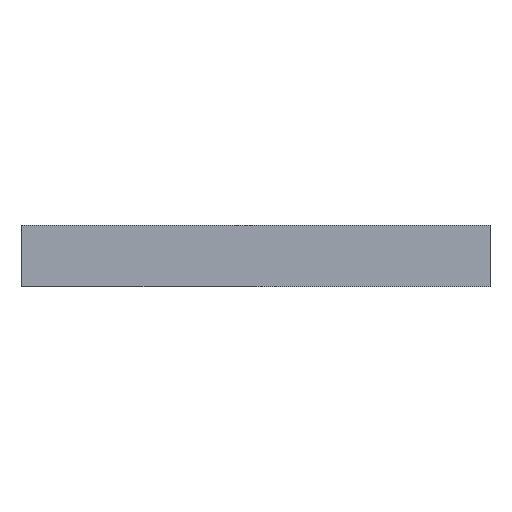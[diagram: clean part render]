
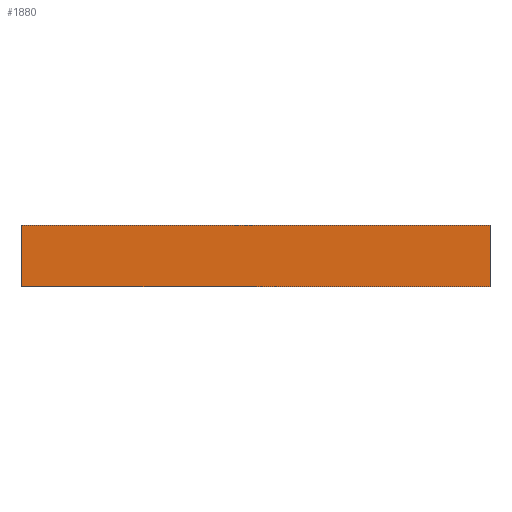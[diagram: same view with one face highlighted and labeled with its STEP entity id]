
A CAD part, front view. The second image highlights one B-rep face of the part: STEP entity #1880.
In plain terms, the highlighted planar face has unit normal (0, -1, 0).
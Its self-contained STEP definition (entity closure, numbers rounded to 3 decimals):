
#802 = PLANE('',#803);
#803 = AXIS2_PLACEMENT_3D('',#804,#805,#806);
#804 = CARTESIAN_POINT('',(0.,0.,0.));
#805 = DIRECTION('',(-0.,-0.,-1.));
#806 = DIRECTION('',(-1.,0.,0.));
#1130 = PLANE('',#1131);
#1131 = AXIS2_PLACEMENT_3D('',#1132,#1133,#1134);
#1132 = CARTESIAN_POINT('',(18.97,29.892,0.));
#1133 = DIRECTION('',(1.,0.,0.));
#1134 = DIRECTION('',(0.,-1.,0.));
#1221 = PLANE('',#1222);
#1222 = AXIS2_PLACEMENT_3D('',#1223,#1224,#1225);
#1223 = CARTESIAN_POINT('',(-18.97,-29.892,0.));
#1224 = DIRECTION('',(-1.,0.,0.));
#1225 = DIRECTION('',(0.,1.,0.));
#1259 = VERTEX_POINT('',#1260);
#1260 = CARTESIAN_POINT('',(-18.97,-29.892,0.));
#1478 = VERTEX_POINT('',#1479);
#1479 = CARTESIAN_POINT('',(18.97,-29.892,0.));
#1500 = EDGE_CURVE('',#1478,#1259,#1501,.T.);
#1501 = SURFACE_CURVE('',#1502,(#1506,#1513),.PCURVE_S1.);
#1502 = LINE('',#1503,#1504);
#1503 = CARTESIAN_POINT('',(18.97,-29.892,0.));
#1504 = VECTOR('',#1505,1.);
#1505 = DIRECTION('',(-1.,0.,0.));
#1506 = PCURVE('',#802,#1507);
#1507 = DEFINITIONAL_REPRESENTATION('',(#1508),#1512);
#1508 = LINE('',#1509,#1510);
#1509 = CARTESIAN_POINT('',(-18.97,-29.892));
#1510 = VECTOR('',#1511,1.);
#1511 = DIRECTION('',(1.,0.));
#1512 = ( GEOMETRIC_REPRESENTATION_CONTEXT(2) 
PARAMETRIC_REPRESENTATION_CONTEXT() REPRESENTATION_CONTEXT('2D SPACE',''
  ) );
#1513 = PCURVE('',#1514,#1519);
#1514 = PLANE('',#1515);
#1515 = AXIS2_PLACEMENT_3D('',#1516,#1517,#1518);
#1516 = CARTESIAN_POINT('',(18.97,-29.892,0.));
#1517 = DIRECTION('',(0.,-1.,0.));
#1518 = DIRECTION('',(-1.,0.,0.));
#1519 = DEFINITIONAL_REPRESENTATION('',(#1520),#1524);
#1520 = LINE('',#1521,#1522);
#1521 = CARTESIAN_POINT('',(0.,-0.));
#1522 = VECTOR('',#1523,1.);
#1523 = DIRECTION('',(1.,0.));
#1524 = ( GEOMETRIC_REPRESENTATION_CONTEXT(2) 
PARAMETRIC_REPRESENTATION_CONTEXT() REPRESENTATION_CONTEXT('2D SPACE',''
  ) );
#1686 = VERTEX_POINT('',#1687);
#1687 = CARTESIAN_POINT('',(18.97,-29.892,5.));
#1701 = PLANE('',#1702);
#1702 = AXIS2_PLACEMENT_3D('',#1703,#1704,#1705);
#1703 = CARTESIAN_POINT('',(0.,0.,5.));
#1704 = DIRECTION('',(-0.,-0.,-1.));
#1705 = DIRECTION('',(-1.,0.,0.));
#1713 = EDGE_CURVE('',#1478,#1686,#1714,.T.);
#1714 = SURFACE_CURVE('',#1715,(#1719,#1726),.PCURVE_S1.);
#1715 = LINE('',#1716,#1717);
#1716 = CARTESIAN_POINT('',(18.97,-29.892,0.));
#1717 = VECTOR('',#1718,1.);
#1718 = DIRECTION('',(0.,0.,1.));
#1719 = PCURVE('',#1130,#1720);
#1720 = DEFINITIONAL_REPRESENTATION('',(#1721),#1725);
#1721 = LINE('',#1722,#1723);
#1722 = CARTESIAN_POINT('',(59.784,0.));
#1723 = VECTOR('',#1724,1.);
#1724 = DIRECTION('',(0.,-1.));
#1725 = ( GEOMETRIC_REPRESENTATION_CONTEXT(2) 
PARAMETRIC_REPRESENTATION_CONTEXT() REPRESENTATION_CONTEXT('2D SPACE',''
  ) );
#1726 = PCURVE('',#1514,#1727);
#1727 = DEFINITIONAL_REPRESENTATION('',(#1728),#1732);
#1728 = LINE('',#1729,#1730);
#1729 = CARTESIAN_POINT('',(0.,-0.));
#1730 = VECTOR('',#1731,1.);
#1731 = DIRECTION('',(0.,-1.));
#1732 = ( GEOMETRIC_REPRESENTATION_CONTEXT(2) 
PARAMETRIC_REPRESENTATION_CONTEXT() REPRESENTATION_CONTEXT('2D SPACE',''
  ) );
#1836 = EDGE_CURVE('',#1259,#1837,#1839,.T.);
#1837 = VERTEX_POINT('',#1838);
#1838 = CARTESIAN_POINT('',(-18.97,-29.892,5.));
#1839 = SURFACE_CURVE('',#1840,(#1844,#1851),.PCURVE_S1.);
#1840 = LINE('',#1841,#1842);
#1841 = CARTESIAN_POINT('',(-18.97,-29.892,0.));
#1842 = VECTOR('',#1843,1.);
#1843 = DIRECTION('',(0.,0.,1.));
#1844 = PCURVE('',#1221,#1845);
#1845 = DEFINITIONAL_REPRESENTATION('',(#1846),#1850);
#1846 = LINE('',#1847,#1848);
#1847 = CARTESIAN_POINT('',(0.,0.));
#1848 = VECTOR('',#1849,1.);
#1849 = DIRECTION('',(0.,-1.));
#1850 = ( GEOMETRIC_REPRESENTATION_CONTEXT(2) 
PARAMETRIC_REPRESENTATION_CONTEXT() REPRESENTATION_CONTEXT('2D SPACE',''
  ) );
#1851 = PCURVE('',#1514,#1852);
#1852 = DEFINITIONAL_REPRESENTATION('',(#1853),#1857);
#1853 = LINE('',#1854,#1855);
#1854 = CARTESIAN_POINT('',(37.94,0.));
#1855 = VECTOR('',#1856,1.);
#1856 = DIRECTION('',(0.,-1.));
#1857 = ( GEOMETRIC_REPRESENTATION_CONTEXT(2) 
PARAMETRIC_REPRESENTATION_CONTEXT() REPRESENTATION_CONTEXT('2D SPACE',''
  ) );
#1880 = ADVANCED_FACE('',(#1881),#1514,.T.);
#1881 = FACE_BOUND('',#1882,.T.);
#1882 = EDGE_LOOP('',(#1883,#1884,#1905,#1906));
#1883 = ORIENTED_EDGE('',*,*,#1713,.T.);
#1884 = ORIENTED_EDGE('',*,*,#1885,.T.);
#1885 = EDGE_CURVE('',#1686,#1837,#1886,.T.);
#1886 = SURFACE_CURVE('',#1887,(#1891,#1898),.PCURVE_S1.);
#1887 = LINE('',#1888,#1889);
#1888 = CARTESIAN_POINT('',(18.97,-29.892,5.));
#1889 = VECTOR('',#1890,1.);
#1890 = DIRECTION('',(-1.,0.,0.));
#1891 = PCURVE('',#1514,#1892);
#1892 = DEFINITIONAL_REPRESENTATION('',(#1893),#1897);
#1893 = LINE('',#1894,#1895);
#1894 = CARTESIAN_POINT('',(0.,-5.));
#1895 = VECTOR('',#1896,1.);
#1896 = DIRECTION('',(1.,0.));
#1897 = ( GEOMETRIC_REPRESENTATION_CONTEXT(2) 
PARAMETRIC_REPRESENTATION_CONTEXT() REPRESENTATION_CONTEXT('2D SPACE',''
  ) );
#1898 = PCURVE('',#1701,#1899);
#1899 = DEFINITIONAL_REPRESENTATION('',(#1900),#1904);
#1900 = LINE('',#1901,#1902);
#1901 = CARTESIAN_POINT('',(-18.97,-29.892));
#1902 = VECTOR('',#1903,1.);
#1903 = DIRECTION('',(1.,0.));
#1904 = ( GEOMETRIC_REPRESENTATION_CONTEXT(2) 
PARAMETRIC_REPRESENTATION_CONTEXT() REPRESENTATION_CONTEXT('2D SPACE',''
  ) );
#1905 = ORIENTED_EDGE('',*,*,#1836,.F.);
#1906 = ORIENTED_EDGE('',*,*,#1500,.F.);
